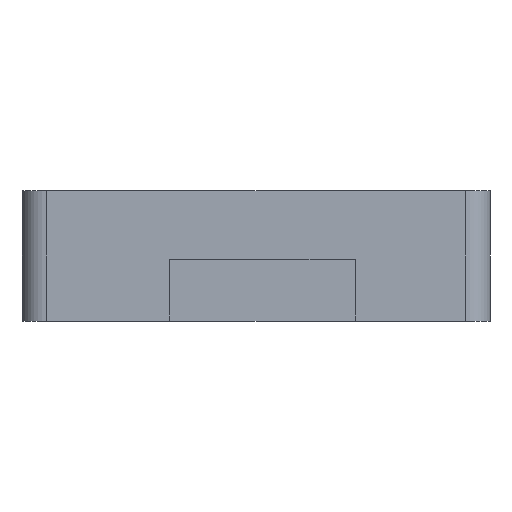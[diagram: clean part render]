
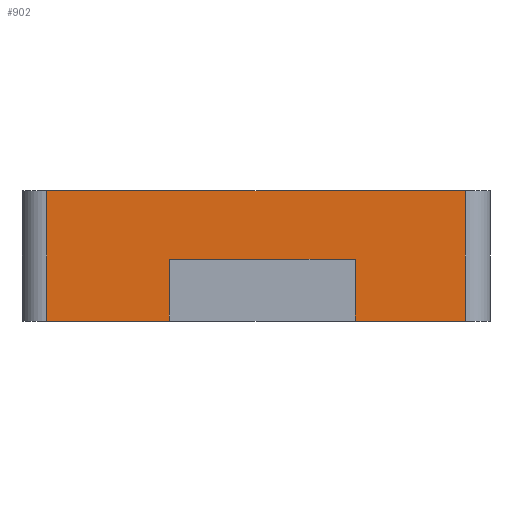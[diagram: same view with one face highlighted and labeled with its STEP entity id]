
A CAD part, front view. The second image highlights one B-rep face of the part: STEP entity #902.
In plain terms, the highlighted planar face has unit normal (0, -1, 0).
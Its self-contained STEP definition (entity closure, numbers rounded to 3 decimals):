
#33=PLANE('',#975);
#72=FACE_OUTER_BOUND('',#122,.T.);
#122=EDGE_LOOP('',(#719,#720,#721,#722,#723,#724,#725,#726));
#183=LINE('',#1366,#283);
#196=LINE('',#1403,#296);
#200=LINE('',#1419,#300);
#207=LINE('',#1430,#307);
#208=LINE('',#1432,#308);
#209=LINE('',#1434,#309);
#210=LINE('',#1436,#310);
#211=LINE('',#1437,#311);
#283=VECTOR('',#1089,10.);
#296=VECTOR('',#1120,10.);
#300=VECTOR('',#1132,10.);
#307=VECTOR('',#1147,10.);
#308=VECTOR('',#1150,10.);
#309=VECTOR('',#1151,10.);
#310=VECTOR('',#1152,10.);
#311=VECTOR('',#1153,10.);
#415=VERTEX_POINT('',#1362);
#417=VERTEX_POINT('',#1365);
#431=VERTEX_POINT('',#1400);
#432=VERTEX_POINT('',#1402);
#439=VERTEX_POINT('',#1416);
#440=VERTEX_POINT('',#1418);
#441=VERTEX_POINT('',#1433);
#442=VERTEX_POINT('',#1435);
#512=EDGE_CURVE('',#415,#417,#183,.T.);
#532=EDGE_CURVE('',#431,#432,#196,.T.);
#540=EDGE_CURVE('',#439,#440,#200,.T.);
#547=EDGE_CURVE('',#417,#439,#207,.T.);
#548=EDGE_CURVE('',#432,#415,#208,.T.);
#549=EDGE_CURVE('',#431,#441,#209,.T.);
#550=EDGE_CURVE('',#441,#442,#210,.T.);
#551=EDGE_CURVE('',#442,#440,#211,.T.);
#719=ORIENTED_EDGE('',*,*,#547,.F.);
#720=ORIENTED_EDGE('',*,*,#512,.F.);
#721=ORIENTED_EDGE('',*,*,#548,.F.);
#722=ORIENTED_EDGE('',*,*,#532,.F.);
#723=ORIENTED_EDGE('',*,*,#549,.T.);
#724=ORIENTED_EDGE('',*,*,#550,.T.);
#725=ORIENTED_EDGE('',*,*,#551,.T.);
#726=ORIENTED_EDGE('',*,*,#540,.F.);
#902=ADVANCED_FACE('',(#72),#33,.T.);
#975=AXIS2_PLACEMENT_3D('',#1431,#1148,#1149);
#1089=DIRECTION('',(1.,0.,0.));
#1120=DIRECTION('',(-1.,0.,0.));
#1132=DIRECTION('',(-1.,0.,0.));
#1147=DIRECTION('',(0.,0.,-1.));
#1148=DIRECTION('center_axis',(0.,-1.,0.));
#1149=DIRECTION('ref_axis',(-1.,0.,0.));
#1150=DIRECTION('',(0.,0.,1.));
#1151=DIRECTION('',(0.,0.,1.));
#1152=DIRECTION('',(1.,0.,0.));
#1153=DIRECTION('',(0.,0.,-1.));
#1362=CARTESIAN_POINT('',(-68.75,-2.,6.));
#1365=CARTESIAN_POINT('',(-1.25,-2.,6.));
#1366=CARTESIAN_POINT('',(-55.,-2.,6.));
#1400=CARTESIAN_POINT('',(-48.99,-2.,-15.));
#1402=CARTESIAN_POINT('',(-68.75,-2.,-15.));
#1403=CARTESIAN_POINT('',(-72.,-2.,-15.));
#1416=CARTESIAN_POINT('',(-1.25,-2.,-15.));
#1418=CARTESIAN_POINT('',(-18.991,-2.,-15.));
#1419=CARTESIAN_POINT('',(-72.,-2.,-15.));
#1430=CARTESIAN_POINT('',(-1.25,-2.,5.));
#1431=CARTESIAN_POINT('Origin',(2.,-2.,5.));
#1432=CARTESIAN_POINT('',(-68.75,-2.,5.));
#1433=CARTESIAN_POINT('',(-48.99,-2.,-5.));
#1434=CARTESIAN_POINT('',(-48.99,-2.,-5.));
#1435=CARTESIAN_POINT('',(-18.991,-2.,-5.));
#1436=CARTESIAN_POINT('',(-15.995,-2.,-5.));
#1437=CARTESIAN_POINT('',(-18.991,-2.,-5.));
